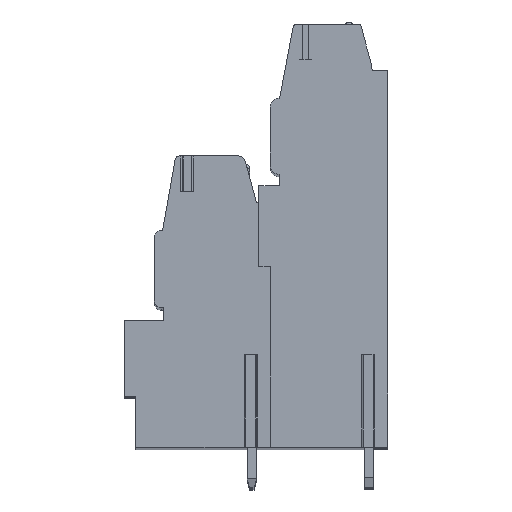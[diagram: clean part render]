
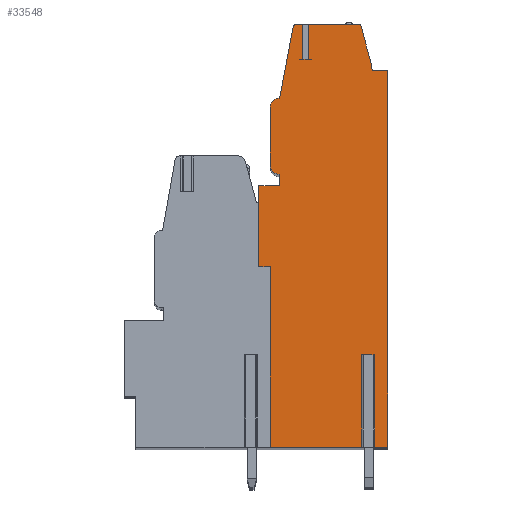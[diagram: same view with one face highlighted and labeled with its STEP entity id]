
A CAD part, top view. The second image highlights one B-rep face of the part: STEP entity #33548.
In plain terms, the highlighted planar face has unit normal (0, 0, 1).
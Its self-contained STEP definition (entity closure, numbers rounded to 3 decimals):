
#13=DIRECTION('',(0.,1.,0.));
#14=VECTOR('',#13,15.6);
#15=CARTESIAN_POINT('',(1.,-19.1,119.38));
#16=LINE('',#15,#14);
#17=DIRECTION('',(1.,0.,0.));
#18=VECTOR('',#17,1.);
#19=CARTESIAN_POINT('',(0.,-3.5,119.38));
#20=LINE('',#19,#18);
#21=DIRECTION('',(-1.,0.,0.));
#22=VECTOR('',#21,1.8);
#23=CARTESIAN_POINT('',(1.8,3.5,119.38));
#24=LINE('',#23,#22);
#25=DIRECTION('',(0.,-1.,0.));
#26=VECTOR('',#25,1.);
#27=CARTESIAN_POINT('',(1.8,4.5,119.38));
#28=LINE('',#27,#26);
#29=CARTESIAN_POINT('',(1.8,5.3,119.38));
#30=DIRECTION('',(0.,0.,1.));
#31=DIRECTION('',(-1.,0.,0.));
#32=AXIS2_PLACEMENT_3D('',#29,#30,#31);
#34=DIRECTION('',(0.,-1.,0.));
#35=VECTOR('',#34,5.);
#36=CARTESIAN_POINT('',(1.,10.3,119.38));
#37=LINE('',#36,#35);
#38=CARTESIAN_POINT('',(1.8,10.3,119.38));
#39=DIRECTION('',(0.,0.,1.));
#40=DIRECTION('',(0.,1.,0.));
#41=AXIS2_PLACEMENT_3D('',#38,#39,#40);
#43=DIRECTION('',(-0.186,-0.983,0.));
#44=VECTOR('',#43,6.265);
#45=CARTESIAN_POINT('',(2.964,17.256,119.38));
#46=LINE('',#45,#44);
#47=CARTESIAN_POINT('',(3.259,17.2,119.38));
#48=DIRECTION('',(0.,0.,1.));
#49=DIRECTION('',(0.,1.,0.));
#50=AXIS2_PLACEMENT_3D('',#47,#48,#49);
#52=DIRECTION('',(-1.,0.,0.));
#53=VECTOR('',#52,0.551);
#54=CARTESIAN_POINT('',(3.81,17.5,119.38));
#55=LINE('',#54,#53);
#56=DIRECTION('',(0.,-1.,0.));
#57=VECTOR('',#56,3.05);
#58=CARTESIAN_POINT('',(3.81,17.5,119.38));
#59=LINE('',#58,#57);
#60=DIRECTION('',(1.,0.,0.));
#61=VECTOR('',#60,0.5);
#62=CARTESIAN_POINT('',(3.81,14.45,119.38));
#63=LINE('',#62,#61);
#64=DIRECTION('',(0.,-1.,0.));
#65=VECTOR('',#64,3.05);
#66=CARTESIAN_POINT('',(4.31,17.5,119.38));
#67=LINE('',#66,#65);
#68=DIRECTION('',(-1.,0.,0.));
#69=VECTOR('',#68,4.27);
#70=CARTESIAN_POINT('',(8.58,17.5,119.38));
#71=LINE('',#70,#69);
#72=CARTESIAN_POINT('',(8.58,17.2,119.38));
#73=DIRECTION('',(0.,0.,1.));
#74=DIRECTION('',(0.965,0.261,0.));
#75=AXIS2_PLACEMENT_3D('',#72,#73,#74);
#77=DIRECTION('',(-0.261,0.965,0.));
#78=VECTOR('',#77,3.539);
#79=CARTESIAN_POINT('',(9.792,13.861,119.38));
#80=LINE('',#79,#78);
#81=DIRECTION('',(-0.035,0.999,0.));
#82=VECTOR('',#81,0.361);
#83=CARTESIAN_POINT('',(9.805,13.5,119.38));
#84=LINE('',#83,#82);
#85=DIRECTION('',(-1.,0.,0.));
#86=VECTOR('',#85,1.355);
#87=CARTESIAN_POINT('',(11.16,13.5,119.38));
#88=LINE('',#87,#86);
#89=DIRECTION('',(0.,1.,0.));
#90=VECTOR('',#89,32.6);
#91=CARTESIAN_POINT('',(11.16,-19.1,119.38));
#92=LINE('',#91,#90);
#93=DIRECTION('',(1.,0.,0.));
#94=VECTOR('',#93,1.39);
#95=CARTESIAN_POINT('',(9.77,-19.1,119.38));
#96=LINE('',#95,#94);
#97=DIRECTION('',(0.,1.,0.));
#98=VECTOR('',#97,8.);
#99=CARTESIAN_POINT('',(9.77,-19.1,119.38));
#100=LINE('',#99,#98);
#101=DIRECTION('',(-1.,0.,0.));
#102=VECTOR('',#101,0.62);
#103=CARTESIAN_POINT('',(9.77,-11.1,119.38));
#104=LINE('',#103,#102);
#105=DIRECTION('',(0.,1.,0.));
#106=VECTOR('',#105,8.);
#107=CARTESIAN_POINT('',(9.15,-19.1,119.38));
#108=LINE('',#107,#106);
#109=DIRECTION('',(1.,0.,0.));
#110=VECTOR('',#109,8.15);
#111=CARTESIAN_POINT('',(1.,-19.1,119.38));
#112=LINE('',#111,#110);
#281=DIRECTION('',(0.,-1.,0.));
#282=VECTOR('',#281,7.);
#283=CARTESIAN_POINT('',(0.,3.5,119.38));
#284=LINE('',#283,#282);
#26381=CARTESIAN_POINT('',(11.16,-19.1,119.38));
#26382=CARTESIAN_POINT('',(11.16,13.5,119.38));
#26383=VERTEX_POINT('',#26381);
#26384=VERTEX_POINT('',#26382);
#26385=CARTESIAN_POINT('',(9.805,13.5,119.38));
#26386=VERTEX_POINT('',#26385);
#26387=CARTESIAN_POINT('',(9.792,13.861,119.38));
#26388=VERTEX_POINT('',#26387);
#26389=CARTESIAN_POINT('',(8.87,17.278,119.38));
#26390=VERTEX_POINT('',#26389);
#26391=CARTESIAN_POINT('',(8.58,17.5,119.38));
#26392=VERTEX_POINT('',#26391);
#26393=CARTESIAN_POINT('',(3.259,17.5,119.38));
#26394=CARTESIAN_POINT('',(2.964,17.256,119.38));
#26395=VERTEX_POINT('',#26393);
#26396=VERTEX_POINT('',#26394);
#26397=CARTESIAN_POINT('',(1.8,11.1,119.38));
#26398=VERTEX_POINT('',#26397);
#26399=CARTESIAN_POINT('',(1.,10.3,119.38));
#26400=VERTEX_POINT('',#26399);
#26401=CARTESIAN_POINT('',(1.,5.3,119.38));
#26402=VERTEX_POINT('',#26401);
#26403=CARTESIAN_POINT('',(1.8,4.5,119.38));
#26404=VERTEX_POINT('',#26403);
#26405=CARTESIAN_POINT('',(1.8,3.5,119.38));
#26406=VERTEX_POINT('',#26405);
#26407=CARTESIAN_POINT('',(0.,3.5,119.38));
#26408=VERTEX_POINT('',#26407);
#26493=CARTESIAN_POINT('',(9.77,-11.1,119.38));
#26494=CARTESIAN_POINT('',(9.15,-11.1,119.38));
#26495=VERTEX_POINT('',#26493);
#26496=VERTEX_POINT('',#26494);
#26497=CARTESIAN_POINT('',(9.77,-19.1,119.38));
#26498=VERTEX_POINT('',#26497);
#26499=CARTESIAN_POINT('',(9.15,-19.1,119.38));
#26500=VERTEX_POINT('',#26499);
#26501=CARTESIAN_POINT('',(1.,-19.1,119.38));
#26502=VERTEX_POINT('',#26501);
#26539=CARTESIAN_POINT('',(3.81,14.45,119.38));
#26540=CARTESIAN_POINT('',(4.31,14.45,119.38));
#26541=VERTEX_POINT('',#26539);
#26542=VERTEX_POINT('',#26540);
#26543=CARTESIAN_POINT('',(3.81,17.5,119.38));
#26544=VERTEX_POINT('',#26543);
#26549=CARTESIAN_POINT('',(4.31,17.5,119.38));
#26550=VERTEX_POINT('',#26549);
#32965=CARTESIAN_POINT('',(1.,-3.5,119.38));
#32966=VERTEX_POINT('',#32965);
#32967=CARTESIAN_POINT('',(0.,-3.5,119.38));
#32968=VERTEX_POINT('',#32967);
#33491=CARTESIAN_POINT('',(0.,0.,119.38));
#33492=DIRECTION('',(0.,0.,1.));
#33493=DIRECTION('',(1.,0.,0.));
#33494=AXIS2_PLACEMENT_3D('',#33491,#33492,#33493);
#33495=PLANE('',#33494);
#33497=ORIENTED_EDGE('',*,*,#33496,.T.);
#33499=ORIENTED_EDGE('',*,*,#33498,.F.);
#33501=ORIENTED_EDGE('',*,*,#33500,.F.);
#33503=ORIENTED_EDGE('',*,*,#33502,.F.);
#33505=ORIENTED_EDGE('',*,*,#33504,.F.);
#33507=ORIENTED_EDGE('',*,*,#33506,.F.);
#33509=ORIENTED_EDGE('',*,*,#33508,.F.);
#33511=ORIENTED_EDGE('',*,*,#33510,.F.);
#33513=ORIENTED_EDGE('',*,*,#33512,.F.);
#33515=ORIENTED_EDGE('',*,*,#33514,.F.);
#33517=ORIENTED_EDGE('',*,*,#33516,.F.);
#33519=ORIENTED_EDGE('',*,*,#33518,.T.);
#33521=ORIENTED_EDGE('',*,*,#33520,.T.);
#33523=ORIENTED_EDGE('',*,*,#33522,.F.);
#33525=ORIENTED_EDGE('',*,*,#33524,.F.);
#33527=ORIENTED_EDGE('',*,*,#33526,.F.);
#33529=ORIENTED_EDGE('',*,*,#33528,.F.);
#33531=ORIENTED_EDGE('',*,*,#33530,.F.);
#33533=ORIENTED_EDGE('',*,*,#33532,.F.);
#33535=ORIENTED_EDGE('',*,*,#33534,.F.);
#33537=ORIENTED_EDGE('',*,*,#33536,.F.);
#33539=ORIENTED_EDGE('',*,*,#33538,.T.);
#33541=ORIENTED_EDGE('',*,*,#33540,.T.);
#33543=ORIENTED_EDGE('',*,*,#33542,.F.);
#33545=ORIENTED_EDGE('',*,*,#33544,.F.);
#33546=EDGE_LOOP('',(#33497,#33499,#33501,#33503,#33505,#33507,#33509,#33511,
#33513,#33515,#33517,#33519,#33521,#33523,#33525,#33527,#33529,#33531,#33533,
#33535,#33537,#33539,#33541,#33543,#33545));
#33547=FACE_OUTER_BOUND('',#33546,.F.);
#33=CIRCLE('',#32,0.8);
#42=CIRCLE('',#41,0.8);
#51=CIRCLE('',#50,0.3);
#76=CIRCLE('',#75,0.3);
#33496=EDGE_CURVE('',#26502,#32966,#16,.T.);
#33498=EDGE_CURVE('',#32968,#32966,#20,.T.);
#33500=EDGE_CURVE('',#26408,#32968,#284,.T.);
#33502=EDGE_CURVE('',#26406,#26408,#24,.T.);
#33504=EDGE_CURVE('',#26404,#26406,#28,.T.);
#33506=EDGE_CURVE('',#26402,#26404,#33,.T.);
#33508=EDGE_CURVE('',#26400,#26402,#37,.T.);
#33510=EDGE_CURVE('',#26398,#26400,#42,.T.);
#33512=EDGE_CURVE('',#26396,#26398,#46,.T.);
#33514=EDGE_CURVE('',#26395,#26396,#51,.T.);
#33516=EDGE_CURVE('',#26544,#26395,#55,.T.);
#33518=EDGE_CURVE('',#26544,#26541,#59,.T.);
#33520=EDGE_CURVE('',#26541,#26542,#63,.T.);
#33522=EDGE_CURVE('',#26550,#26542,#67,.T.);
#33524=EDGE_CURVE('',#26392,#26550,#71,.T.);
#33526=EDGE_CURVE('',#26390,#26392,#76,.T.);
#33528=EDGE_CURVE('',#26388,#26390,#80,.T.);
#33530=EDGE_CURVE('',#26386,#26388,#84,.T.);
#33532=EDGE_CURVE('',#26384,#26386,#88,.T.);
#33534=EDGE_CURVE('',#26383,#26384,#92,.T.);
#33536=EDGE_CURVE('',#26498,#26383,#96,.T.);
#33538=EDGE_CURVE('',#26498,#26495,#100,.T.);
#33540=EDGE_CURVE('',#26495,#26496,#104,.T.);
#33542=EDGE_CURVE('',#26500,#26496,#108,.T.);
#33544=EDGE_CURVE('',#26502,#26500,#112,.T.);
#33548=ADVANCED_FACE('',(#33547),#33495,.T.);
